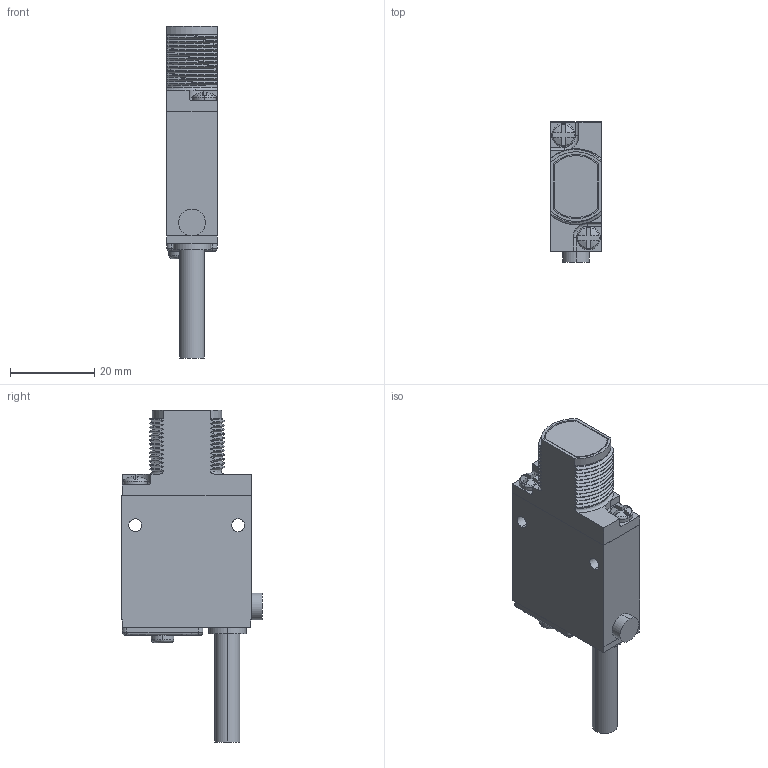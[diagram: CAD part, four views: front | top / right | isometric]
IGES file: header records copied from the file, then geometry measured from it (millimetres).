
Start section:  PTC IGES file: 154451.igs
Global section: file name: 154451.igs; native system: Pro/ENGINEER by Parametric Technology Corporation; preprocessor: 2009141; author: banengservice; organization: Unknown; date: 20110110.125849; units: inch
Bounding box: 12.09 x 33.27 x 78.73 mm (x, y, z)
Volume: 7339.6 mm3; surface area: 12104.7 mm2
Topology: 2 solids, 4 shells, 532 faces, 1446 edges, 936 vertices
Faces by surface type: bspline 312, revolution 220
